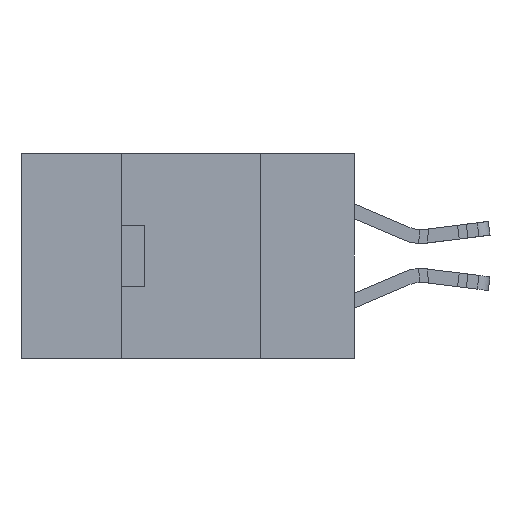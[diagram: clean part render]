
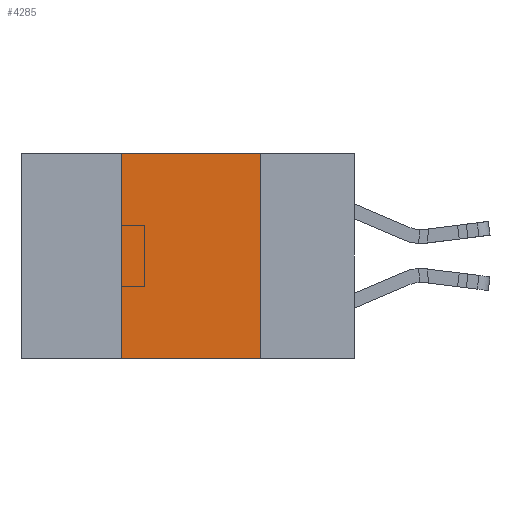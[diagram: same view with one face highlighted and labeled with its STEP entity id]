
A CAD part, left-side view. The second image highlights one B-rep face of the part: STEP entity #4285.
In plain terms, the highlighted planar face has unit normal (-1, 0, 0).
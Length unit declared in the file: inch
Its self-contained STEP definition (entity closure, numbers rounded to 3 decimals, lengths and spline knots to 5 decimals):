
#1860 = ORIENTED_EDGE ( 'NONE', *, *, #15451, .F. ) ;
#1863 = PLANE ( 'NONE',  #28829 ) ;
#2157 = FACE_OUTER_BOUND ( 'NONE', #23749, .T. ) ;
#2920 = CARTESIAN_POINT ( 'NONE',  ( 0., 0.6, 0. ) ) ;
#3482 = VECTOR ( 'NONE', #3808, 39.37008 ) ;
#3805 = CARTESIAN_POINT ( 'NONE',  ( 0., 0.42, 0. ) ) ;
#3808 = DIRECTION ( 'NONE',  ( 0., 0., 1. ) ) ;
#4285 = ADVANCED_FACE ( 'NONE', ( #2157 ), #1863, .F. ) ;
#5851 = EDGE_CURVE ( 'NONE', #19434, #28806, #11949, .T. ) ;
#6162 = CARTESIAN_POINT ( 'NONE',  ( 0., 0.42, -0.37 ) ) ;
#6377 = CARTESIAN_POINT ( 'NONE',  ( 0., 0.6, -0.37 ) ) ;
#6739 = CARTESIAN_POINT ( 'NONE',  ( 0., 0.6, 0. ) ) ;
#10694 = ORIENTED_EDGE ( 'NONE', *, *, #25974, .F. ) ;
#10967 = LINE ( 'NONE', #6377, #25840 ) ;
#11118 = CARTESIAN_POINT ( 'NONE',  ( 0., 0.17, -0.37 ) ) ;
#11183 = DIRECTION ( 'NONE',  ( 1., 0., 0. ) ) ;
#11226 = VERTEX_POINT ( 'NONE', #20320 ) ;
#11949 = LINE ( 'NONE', #2920, #25465 ) ;
#15147 = ORIENTED_EDGE ( 'NONE', *, *, #18624, .T. ) ;
#15407 = LINE ( 'NONE', #11118, #22974 ) ;
#15451 = EDGE_CURVE ( 'NONE', #20218, #19434, #28395, .T. ) ;
#15755 = DIRECTION ( 'NONE',  ( 0., 0., -1. ) ) ;
#16087 = DIRECTION ( 'NONE',  ( 0., -1., 0. ) ) ;
#18624 = EDGE_CURVE ( 'NONE', #20218, #11226, #10967, .T. ) ;
#19434 = VERTEX_POINT ( 'NONE', #3805 ) ;
#19617 = ORIENTED_EDGE ( 'NONE', *, *, #5851, .F. ) ;
#20218 = VERTEX_POINT ( 'NONE', #27713 ) ;
#20320 = CARTESIAN_POINT ( 'NONE',  ( 0., 0.17, -0.37 ) ) ;
#21501 = CARTESIAN_POINT ( 'NONE',  ( 0., 0.17, 0. ) ) ;
#22828 = DIRECTION ( 'NONE',  ( 0., -1., 0. ) ) ;
#22974 = VECTOR ( 'NONE', #24749, 39.37008 ) ;
#23749 = EDGE_LOOP ( 'NONE', ( #10694, #19617, #1860, #15147 ) ) ;
#24749 = DIRECTION ( 'NONE',  ( 0., 0., -1. ) ) ;
#25465 = VECTOR ( 'NONE', #16087, 39.37008 ) ;
#25840 = VECTOR ( 'NONE', #22828, 39.37008 ) ;
#25974 = EDGE_CURVE ( 'NONE', #28806, #11226, #15407, .T. ) ;
#27713 = CARTESIAN_POINT ( 'NONE',  ( 0., 0.42, -0.37 ) ) ;
#28395 = LINE ( 'NONE', #6162, #3482 ) ;
#28806 = VERTEX_POINT ( 'NONE', #21501 ) ;
#28829 = AXIS2_PLACEMENT_3D ( 'NONE', #6739, #11183, #15755 ) ;
